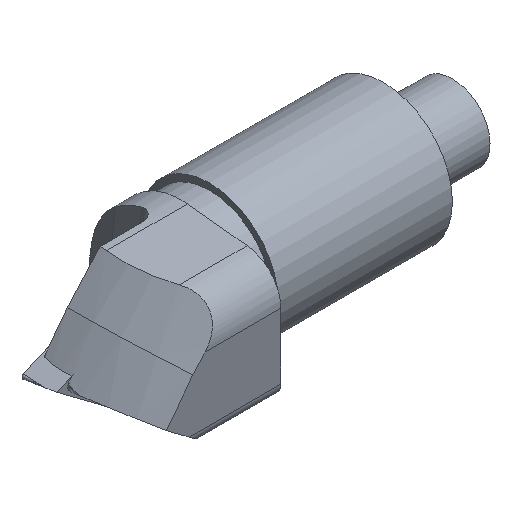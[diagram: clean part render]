
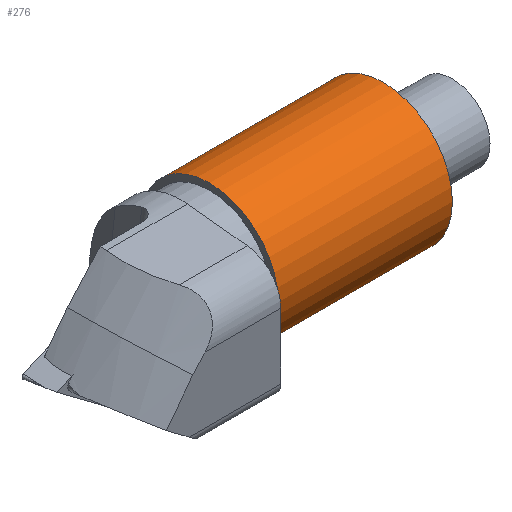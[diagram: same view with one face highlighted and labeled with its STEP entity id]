
A CAD part, isometric view. The second image highlights one B-rep face of the part: STEP entity #276.
In plain terms, the highlighted cylindrical face has radius 5.5 mm (diameter 11 mm), a full revolution.
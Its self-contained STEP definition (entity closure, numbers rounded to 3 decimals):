
#226=CYLINDRICAL_SURFACE('',#874,5.5);
#276=ADVANCED_FACE('',(#326,#327),#226,.T.);
#326=FACE_BOUND('',#377,.T.);
#327=FACE_BOUND('',#378,.T.);
#377=EDGE_LOOP('',(#514));
#378=EDGE_LOOP('',(#515));
#514=ORIENTED_EDGE('',*,*,#655,.F.);
#515=ORIENTED_EDGE('',*,*,#709,.F.);
#591=VERTEX_POINT('',#1152);
#629=VERTEX_POINT('',#1330);
#655=EDGE_CURVE('',#591,#591,#743,.T.);
#709=EDGE_CURVE('',#629,#629,#751,.T.);
#743=CIRCLE('',#833,5.5);
#751=CIRCLE('',#873,5.5);
#833=AXIS2_PLACEMENT_3D('',#1151,#927,#928);
#873=AXIS2_PLACEMENT_3D('',#1329,#1036,#1037);
#874=AXIS2_PLACEMENT_3D('',#1331,#1038,#1039);
#927=DIRECTION('',(1.,0.,0.));
#928=DIRECTION('',(0.,0.,-1.));
#1036=DIRECTION('',(-1.,0.,0.));
#1037=DIRECTION('',(0.,0.,-1.));
#1038=DIRECTION('',(1.,0.,0.));
#1039=DIRECTION('',(0.,0.,-1.));
#1151=CARTESIAN_POINT('',(15.9,0.,0.));
#1152=CARTESIAN_POINT('',(15.9,0.,-5.5));
#1329=CARTESIAN_POINT('',(2.,0.,0.));
#1330=CARTESIAN_POINT('',(2.,0.,-5.5));
#1331=CARTESIAN_POINT('',(0.,0.,0.));
